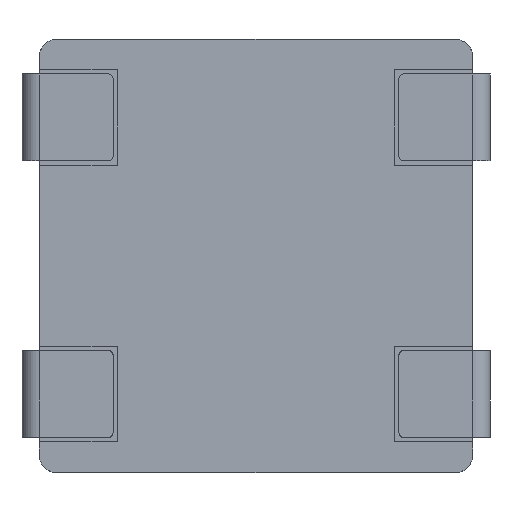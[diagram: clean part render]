
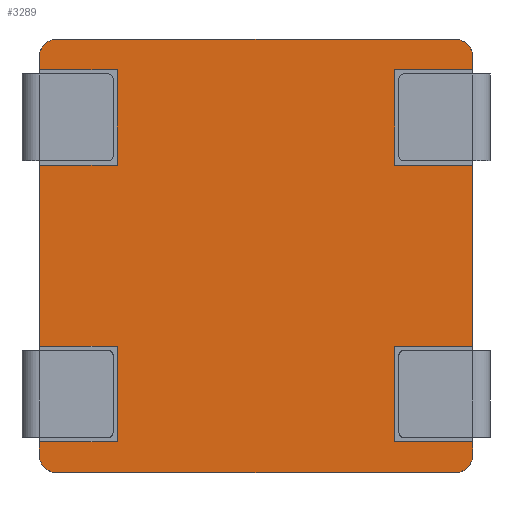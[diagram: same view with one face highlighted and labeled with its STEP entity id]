
A CAD part, front view. The second image highlights one B-rep face of the part: STEP entity #3289.
In plain terms, the highlighted planar face has unit normal (0, -1, 0).
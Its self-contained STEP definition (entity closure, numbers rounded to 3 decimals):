
#133=PLANE('',#3608);
#264=CIRCLE('',#3535,0.2);
#266=CIRCLE('',#3545,0.2);
#267=CIRCLE('',#3549,0.2);
#268=CIRCLE('',#3555,0.2);
#445=FACE_OUTER_BOUND('',#686,.T.);
#686=EDGE_LOOP('',(#2501,#2502,#2503,#2504,#2505,#2506,#2507,#2508,#2509,
#2510,#2511,#2512,#2513,#2514,#2515,#2516,#2517,#2518,#2519,#2520,#2521,
#2522,#2523,#2524));
#882=LINE('',#5006,#1193);
#901=LINE('',#5055,#1212);
#908=LINE('',#5073,#1219);
#912=LINE('',#5081,#1223);
#916=LINE('',#5088,#1227);
#937=LINE('',#5172,#1248);
#941=LINE('',#5180,#1252);
#944=LINE('',#5186,#1255);
#948=LINE('',#5194,#1259);
#952=LINE('',#5201,#1263);
#953=LINE('',#5202,#1264);
#954=LINE('',#5205,#1265);
#957=LINE('',#5211,#1268);
#960=LINE('',#5216,#1271);
#962=LINE('',#5221,#1273);
#965=LINE('',#5227,#1276);
#968=LINE('',#5232,#1279);
#970=LINE('',#5237,#1281);
#973=LINE('',#5243,#1284);
#976=LINE('',#5248,#1287);
#1193=VECTOR('',#3932,10.);
#1212=VECTOR('',#3973,10.);
#1219=VECTOR('',#3990,10.);
#1223=VECTOR('',#3994,10.);
#1227=VECTOR('',#3998,10.);
#1248=VECTOR('',#4097,10.);
#1252=VECTOR('',#4103,10.);
#1255=VECTOR('',#4108,10.);
#1259=VECTOR('',#4116,10.);
#1263=VECTOR('',#4120,10.);
#1264=VECTOR('',#4121,10.);
#1265=VECTOR('',#4124,10.);
#1268=VECTOR('',#4129,10.);
#1271=VECTOR('',#4134,10.);
#1273=VECTOR('',#4140,10.);
#1276=VECTOR('',#4145,10.);
#1279=VECTOR('',#4150,10.);
#1281=VECTOR('',#4156,10.);
#1284=VECTOR('',#4161,10.);
#1287=VECTOR('',#4166,10.);
#1510=VERTEX_POINT('',#4992);
#1511=VERTEX_POINT('',#4993);
#1515=VERTEX_POINT('',#5004);
#1526=VERTEX_POINT('',#5034);
#1527=VERTEX_POINT('',#5035);
#1534=VERTEX_POINT('',#5054);
#1535=VERTEX_POINT('',#5058);
#1539=VERTEX_POINT('',#5070);
#1540=VERTEX_POINT('',#5072);
#1543=VERTEX_POINT('',#5078);
#1544=VERTEX_POINT('',#5080);
#1547=VERTEX_POINT('',#5086);
#1570=VERTEX_POINT('',#5170);
#1571=VERTEX_POINT('',#5171);
#1574=VERTEX_POINT('',#5179);
#1576=VERTEX_POINT('',#5185);
#1578=VERTEX_POINT('',#5193);
#1581=VERTEX_POINT('',#5199);
#1582=VERTEX_POINT('',#5204);
#1584=VERTEX_POINT('',#5210);
#1586=VERTEX_POINT('',#5220);
#1588=VERTEX_POINT('',#5226);
#1590=VERTEX_POINT('',#5236);
#1592=VERTEX_POINT('',#5242);
#1812=EDGE_CURVE('',#1510,#1511,#264,.T.);
#1819=EDGE_CURVE('',#1515,#1510,#882,.T.);
#1833=EDGE_CURVE('',#1526,#1527,#266,.T.);
#1843=EDGE_CURVE('',#1527,#1534,#901,.T.);
#1845=EDGE_CURVE('',#1535,#1515,#267,.T.);
#1852=EDGE_CURVE('',#1539,#1540,#908,.T.);
#1856=EDGE_CURVE('',#1543,#1544,#912,.T.);
#1860=EDGE_CURVE('',#1547,#1535,#916,.T.);
#1865=EDGE_CURVE('',#1534,#1539,#268,.T.);
#1899=EDGE_CURVE('',#1570,#1571,#937,.T.);
#1903=EDGE_CURVE('',#1574,#1570,#941,.T.);
#1906=EDGE_CURVE('',#1576,#1574,#944,.T.);
#1910=EDGE_CURVE('',#1511,#1578,#948,.T.);
#1914=EDGE_CURVE('',#1581,#1571,#952,.T.);
#1915=EDGE_CURVE('',#1576,#1526,#953,.T.);
#1916=EDGE_CURVE('',#1582,#1578,#954,.T.);
#1919=EDGE_CURVE('',#1584,#1582,#957,.T.);
#1922=EDGE_CURVE('',#1581,#1584,#960,.T.);
#1924=EDGE_CURVE('',#1586,#1540,#962,.T.);
#1927=EDGE_CURVE('',#1588,#1586,#965,.T.);
#1930=EDGE_CURVE('',#1543,#1588,#968,.T.);
#1932=EDGE_CURVE('',#1590,#1544,#970,.T.);
#1935=EDGE_CURVE('',#1592,#1590,#973,.T.);
#1938=EDGE_CURVE('',#1547,#1592,#976,.T.);
#2501=ORIENTED_EDGE('',*,*,#1812,.F.);
#2502=ORIENTED_EDGE('',*,*,#1819,.F.);
#2503=ORIENTED_EDGE('',*,*,#1845,.F.);
#2504=ORIENTED_EDGE('',*,*,#1860,.F.);
#2505=ORIENTED_EDGE('',*,*,#1938,.T.);
#2506=ORIENTED_EDGE('',*,*,#1935,.T.);
#2507=ORIENTED_EDGE('',*,*,#1932,.T.);
#2508=ORIENTED_EDGE('',*,*,#1856,.F.);
#2509=ORIENTED_EDGE('',*,*,#1930,.T.);
#2510=ORIENTED_EDGE('',*,*,#1927,.T.);
#2511=ORIENTED_EDGE('',*,*,#1924,.T.);
#2512=ORIENTED_EDGE('',*,*,#1852,.F.);
#2513=ORIENTED_EDGE('',*,*,#1865,.F.);
#2514=ORIENTED_EDGE('',*,*,#1843,.F.);
#2515=ORIENTED_EDGE('',*,*,#1833,.F.);
#2516=ORIENTED_EDGE('',*,*,#1915,.F.);
#2517=ORIENTED_EDGE('',*,*,#1906,.T.);
#2518=ORIENTED_EDGE('',*,*,#1903,.T.);
#2519=ORIENTED_EDGE('',*,*,#1899,.T.);
#2520=ORIENTED_EDGE('',*,*,#1914,.F.);
#2521=ORIENTED_EDGE('',*,*,#1922,.T.);
#2522=ORIENTED_EDGE('',*,*,#1919,.T.);
#2523=ORIENTED_EDGE('',*,*,#1916,.T.);
#2524=ORIENTED_EDGE('',*,*,#1910,.F.);
#3289=ADVANCED_FACE('',(#445),#133,.F.);
#3535=AXIS2_PLACEMENT_3D('',#4994,#3922,#3923);
#3545=AXIS2_PLACEMENT_3D('',#5036,#3958,#3959);
#3549=AXIS2_PLACEMENT_3D('',#5059,#3977,#3978);
#3555=AXIS2_PLACEMENT_3D('',#5098,#4007,#4008);
#3608=AXIS2_PLACEMENT_3D('',#5251,#4170,#4171);
#3922=DIRECTION('center_axis',(0.,1.,0.));
#3923=DIRECTION('ref_axis',(-0.707,0.,-0.707));
#3932=DIRECTION('',(-1.,0.,0.));
#3958=DIRECTION('center_axis',(0.,1.,0.));
#3959=DIRECTION('ref_axis',(-0.707,0.,0.707));
#3973=DIRECTION('',(1.,0.,0.));
#3977=DIRECTION('center_axis',(0.,1.,0.));
#3978=DIRECTION('ref_axis',(0.707,0.,-0.707));
#3990=DIRECTION('',(0.,0.,-1.));
#3994=DIRECTION('',(0.,0.,-1.));
#3998=DIRECTION('',(0.,0.,-1.));
#4007=DIRECTION('center_axis',(0.,1.,0.));
#4008=DIRECTION('ref_axis',(0.707,0.,0.707));
#4097=DIRECTION('',(-1.,0.,0.));
#4103=DIRECTION('',(0.,0.,-1.));
#4108=DIRECTION('',(1.,0.,0.));
#4116=DIRECTION('',(0.,0.,1.));
#4120=DIRECTION('',(0.,0.,1.));
#4121=DIRECTION('',(0.,0.,1.));
#4124=DIRECTION('',(-1.,0.,0.));
#4129=DIRECTION('',(0.,0.,-1.));
#4134=DIRECTION('',(1.,0.,0.));
#4140=DIRECTION('',(1.,0.,0.));
#4145=DIRECTION('',(0.,0.,1.));
#4150=DIRECTION('',(-1.,0.,0.));
#4156=DIRECTION('',(1.,0.,0.));
#4161=DIRECTION('',(0.,0.,1.));
#4166=DIRECTION('',(-1.,0.,0.));
#4170=DIRECTION('center_axis',(0.,1.,0.));
#4171=DIRECTION('ref_axis',(1.,0.,0.));
#4992=CARTESIAN_POINT('',(0.2,0.,-5.));
#4993=CARTESIAN_POINT('',(0.,0.,-4.8));
#4994=CARTESIAN_POINT('Origin',(0.2,0.,-4.8));
#5004=CARTESIAN_POINT('',(4.8,0.,-5.));
#5006=CARTESIAN_POINT('',(5.,0.,-5.));
#5034=CARTESIAN_POINT('',(0.,0.,-0.2));
#5035=CARTESIAN_POINT('',(0.2,0.,0.));
#5036=CARTESIAN_POINT('Origin',(0.2,0.,-0.2));
#5054=CARTESIAN_POINT('',(4.8,0.,0.));
#5055=CARTESIAN_POINT('',(0.,0.,0.));
#5058=CARTESIAN_POINT('',(5.,0.,-4.8));
#5059=CARTESIAN_POINT('Origin',(4.8,0.,-4.8));
#5070=CARTESIAN_POINT('',(5.,0.,-0.2));
#5072=CARTESIAN_POINT('',(5.,0.,-0.351));
#5073=CARTESIAN_POINT('',(5.,0.,0.));
#5078=CARTESIAN_POINT('',(5.,0.,-1.452));
#5080=CARTESIAN_POINT('',(5.,0.,-3.541));
#5081=CARTESIAN_POINT('',(5.,0.,0.));
#5086=CARTESIAN_POINT('',(5.,0.,-4.642));
#5088=CARTESIAN_POINT('',(5.,0.,0.));
#5098=CARTESIAN_POINT('Origin',(4.8,0.,-0.2));
#5170=CARTESIAN_POINT('',(0.9,0.,-1.452));
#5171=CARTESIAN_POINT('',(0.,0.,-1.452));
#5172=CARTESIAN_POINT('',(1.7,0.,-1.452));
#5179=CARTESIAN_POINT('',(0.9,0.,-0.351));
#5180=CARTESIAN_POINT('',(0.9,0.,-1.426));
#5185=CARTESIAN_POINT('',(0.,0.,-0.351));
#5186=CARTESIAN_POINT('',(1.25,0.,-0.351));
#5193=CARTESIAN_POINT('',(0.,0.,-4.642));
#5194=CARTESIAN_POINT('',(0.,0.,-5.));
#5199=CARTESIAN_POINT('',(0.,0.,-3.541));
#5201=CARTESIAN_POINT('',(0.,0.,-5.));
#5202=CARTESIAN_POINT('',(0.,0.,-5.));
#5204=CARTESIAN_POINT('',(0.9,0.,-4.642));
#5205=CARTESIAN_POINT('',(1.7,0.,-4.642));
#5210=CARTESIAN_POINT('',(0.9,0.,-3.541));
#5211=CARTESIAN_POINT('',(0.9,0.,-3.021));
#5216=CARTESIAN_POINT('',(1.25,0.,-3.541));
#5220=CARTESIAN_POINT('',(4.1,0.,-0.351));
#5221=CARTESIAN_POINT('',(3.3,0.,-0.351));
#5226=CARTESIAN_POINT('',(4.1,0.,-1.452));
#5227=CARTESIAN_POINT('',(4.1,0.,-1.976));
#5232=CARTESIAN_POINT('',(3.75,0.,-1.452));
#5236=CARTESIAN_POINT('',(4.1,0.,-3.541));
#5237=CARTESIAN_POINT('',(3.3,0.,-3.541));
#5242=CARTESIAN_POINT('',(4.1,0.,-4.642));
#5243=CARTESIAN_POINT('',(4.1,0.,-3.571));
#5248=CARTESIAN_POINT('',(3.75,0.,-4.642));
#5251=CARTESIAN_POINT('Origin',(2.5,0.,-2.5));
